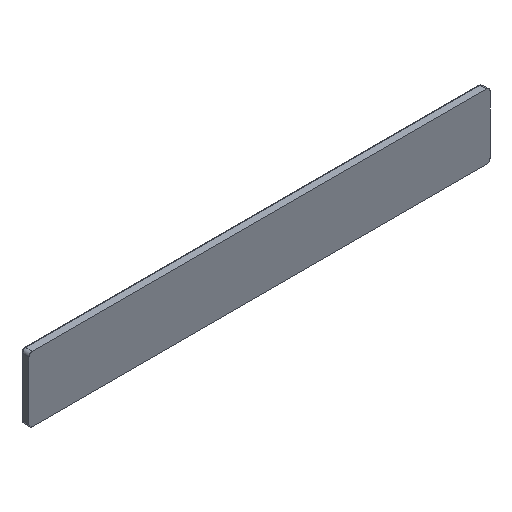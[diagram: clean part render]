
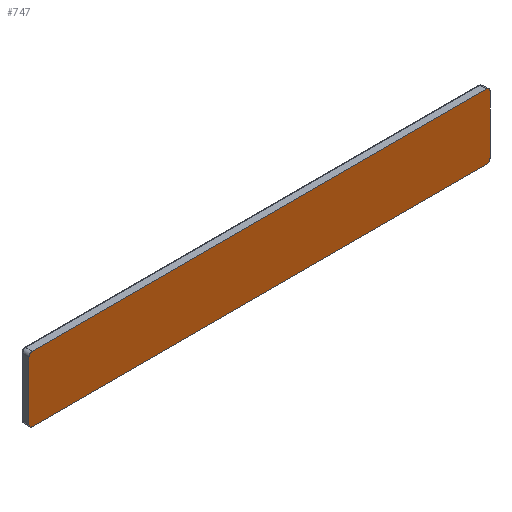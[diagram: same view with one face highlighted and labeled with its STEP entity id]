
A CAD part, isometric view. The second image highlights one B-rep face of the part: STEP entity #747.
In plain terms, the highlighted planar face has unit normal (0, -1, 0).
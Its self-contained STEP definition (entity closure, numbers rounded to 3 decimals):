
#1 = DIRECTION ( 'NONE',  ( 0., 0., -1. ) ) ;
#2 = CARTESIAN_POINT ( 'NONE',  ( 280.845, 25., -102.702 ) ) ;
#55 = DIRECTION ( 'NONE',  ( 0., 0., 1. ) ) ;
#61 = PLANE ( 'NONE',  #81 ) ;
#67 = ORIENTED_EDGE ( 'NONE', *, *, #379, .F. ) ;
#81 = AXIS2_PLACEMENT_3D ( 'NONE', #230, #307, #55 ) ;
#99 = ORIENTED_EDGE ( 'NONE', *, *, #197, .F. ) ;
#108 = VECTOR ( 'NONE', #239, 1000. ) ;
#115 = LINE ( 'NONE', #531, #108 ) ;
#119 = EDGE_CURVE ( 'NONE', #603, #480, #261, .T. ) ;
#122 = VECTOR ( 'NONE', #1, 1000. ) ;
#124 = LINE ( 'NONE', #424, #580 ) ;
#129 = CARTESIAN_POINT ( 'NONE',  ( -282.5, 25., -26.699 ) ) ;
#135 = CARTESIAN_POINT ( 'NONE',  ( -282.5, 25., -98.704 ) ) ;
#167 = ORIENTED_EDGE ( 'NONE', *, *, #226, .T. ) ;
#170 = VERTEX_POINT ( 'NONE', #228 ) ;
#173 = LINE ( 'NONE', #614, #122 ) ;
#180 = VERTEX_POINT ( 'NONE', #536 ) ;
#188 = CARTESIAN_POINT ( 'NONE',  ( -282.5, 25., -24.357 ) ) ;
#197 = EDGE_CURVE ( 'NONE', #180, #693, #657, .T. ) ;
#226 = EDGE_CURVE ( 'NONE', #180, #170, #393, .T. ) ;
#228 = CARTESIAN_POINT ( 'NONE',  ( 282.5, 25., -98.704 ) ) ;
#229 = ORIENTED_EDGE ( 'NONE', *, *, #395, .T. ) ;
#230 = CARTESIAN_POINT ( 'NONE',  ( 0., 25., 0. ) ) ;
#239 = DIRECTION ( 'NONE',  ( 0., 0., 1. ) ) ;
#259 = CARTESIAN_POINT ( 'NONE',  ( 282.5, 25., -26.699 ) ) ;
#261 =( BOUNDED_CURVE ( )  B_SPLINE_CURVE ( 3, ( #375, #571, #333, #579 ),
 .UNSPECIFIED., .F., .T. ) 
 B_SPLINE_CURVE_WITH_KNOTS ( ( 4, 4 ),
 ( 5.498, 7.068 ),
 .UNSPECIFIED. ) 
 CURVE ( )  GEOMETRIC_REPRESENTATION_ITEM ( )  RATIONAL_B_SPLINE_CURVE ( ( 1., 0.805, 0.805, 1. ) ) 
 REPRESENTATION_ITEM ( '' )  );
#280 = CARTESIAN_POINT ( 'NONE',  ( 278.502, 25., -102.702 ) ) ;
#287 = VERTEX_POINT ( 'NONE', #766 ) ;
#301 = CARTESIAN_POINT ( 'NONE',  ( 282.5, 25., -98.704 ) ) ;
#307 = DIRECTION ( 'NONE',  ( 0., 1., 0. ) ) ;
#333 = CARTESIAN_POINT ( 'NONE',  ( 280.845, 25., -22.702 ) ) ;
#353 = CARTESIAN_POINT ( 'NONE',  ( 282.5, 25., -101.047 ) ) ;
#357 = CARTESIAN_POINT ( 'NONE',  ( -282.5, 25., -26.699 ) ) ;
#375 = CARTESIAN_POINT ( 'NONE',  ( 282.5, 25., -26.699 ) ) ;
#379 = EDGE_CURVE ( 'NONE', #603, #170, #173, .T. ) ;
#391 = ORIENTED_EDGE ( 'NONE', *, *, #119, .T. ) ;
#393 =( BOUNDED_CURVE ( )  B_SPLINE_CURVE ( 3, ( #280, #2, #353, #301 ),
 .UNSPECIFIED., .F., .F. ) 
 B_SPLINE_CURVE_WITH_KNOTS ( ( 4, 4 ),
 ( 5.498, 7.068 ),
 .UNSPECIFIED. ) 
 CURVE ( )  GEOMETRIC_REPRESENTATION_ITEM ( )  RATIONAL_B_SPLINE_CURVE ( ( 1., 0.805, 0.805, 1. ) ) 
 REPRESENTATION_ITEM ( '' )  );
#395 = EDGE_CURVE ( 'NONE', #287, #537, #712, .T. ) ;
#403 = CARTESIAN_POINT ( 'NONE',  ( -282.5, 25., -102.702 ) ) ;
#407 = FACE_OUTER_BOUND ( 'NONE', #782, .T. ) ;
#408 = CARTESIAN_POINT ( 'NONE',  ( -282.5, 25., -101.047 ) ) ;
#416 = CARTESIAN_POINT ( 'NONE',  ( 278.502, 25., -22.702 ) ) ;
#422 = EDGE_CURVE ( 'NONE', #287, #480, #124, .T. ) ;
#424 = CARTESIAN_POINT ( 'NONE',  ( -282.5, 25., -22.702 ) ) ;
#439 = ORIENTED_EDGE ( 'NONE', *, *, #422, .F. ) ;
#452 = EDGE_CURVE ( 'NONE', #501, #537, #115, .T. ) ;
#463 = EDGE_CURVE ( 'NONE', #501, #693, #530, .T. ) ;
#466 = CARTESIAN_POINT ( 'NONE',  ( -278.502, 25., -102.702 ) ) ;
#470 = CARTESIAN_POINT ( 'NONE',  ( -278.502, 25., -22.702 ) ) ;
#474 = CARTESIAN_POINT ( 'NONE',  ( -282.5, 25., -98.704 ) ) ;
#480 = VERTEX_POINT ( 'NONE', #416 ) ;
#501 = VERTEX_POINT ( 'NONE', #135 ) ;
#530 =( BOUNDED_CURVE ( )  B_SPLINE_CURVE ( 3, ( #474, #408, #795, #466 ),
 .UNSPECIFIED., .F., .F. ) 
 B_SPLINE_CURVE_WITH_KNOTS ( ( 4, 4 ),
 ( 5.498, 7.068 ),
 .UNSPECIFIED. ) 
 CURVE ( )  GEOMETRIC_REPRESENTATION_ITEM ( )  RATIONAL_B_SPLINE_CURVE ( ( 1., 0.805, 0.805, 1. ) ) 
 REPRESENTATION_ITEM ( '' )  );
#531 = CARTESIAN_POINT ( 'NONE',  ( -282.5, 25., -102.702 ) ) ;
#536 = CARTESIAN_POINT ( 'NONE',  ( 278.502, 25., -102.702 ) ) ;
#537 = VERTEX_POINT ( 'NONE', #129 ) ;
#571 = CARTESIAN_POINT ( 'NONE',  ( 282.5, 25., -24.357 ) ) ;
#574 = CARTESIAN_POINT ( 'NONE',  ( -278.502, 25., -102.702 ) ) ;
#579 = CARTESIAN_POINT ( 'NONE',  ( 278.502, 25., -22.702 ) ) ;
#580 = VECTOR ( 'NONE', #669, 1000. ) ;
#603 = VERTEX_POINT ( 'NONE', #259 ) ;
#610 = VECTOR ( 'NONE', #796, 1000. ) ;
#614 = CARTESIAN_POINT ( 'NONE',  ( 282.5, 25., -102.702 ) ) ;
#657 = LINE ( 'NONE', #403, #610 ) ;
#669 = DIRECTION ( 'NONE',  ( 1., 0., 0. ) ) ;
#688 = ORIENTED_EDGE ( 'NONE', *, *, #463, .T. ) ;
#693 = VERTEX_POINT ( 'NONE', #574 ) ;
#699 = ORIENTED_EDGE ( 'NONE', *, *, #452, .F. ) ;
#712 =( BOUNDED_CURVE ( )  B_SPLINE_CURVE ( 3, ( #470, #738, #188, #357 ),
 .UNSPECIFIED., .F., .F. ) 
 B_SPLINE_CURVE_WITH_KNOTS ( ( 4, 4 ),
 ( 5.498, 7.068 ),
 .UNSPECIFIED. ) 
 CURVE ( )  GEOMETRIC_REPRESENTATION_ITEM ( )  RATIONAL_B_SPLINE_CURVE ( ( 1., 0.805, 0.805, 1. ) ) 
 REPRESENTATION_ITEM ( '' )  );
#738 = CARTESIAN_POINT ( 'NONE',  ( -280.845, 25., -22.702 ) ) ;
#747 = ADVANCED_FACE ( 'NONE', ( #407 ), #61, .F. ) ;
#766 = CARTESIAN_POINT ( 'NONE',  ( -278.502, 25., -22.702 ) ) ;
#782 = EDGE_LOOP ( 'NONE', ( #99, #167, #67, #391, #439, #229, #699, #688 ) ) ;
#795 = CARTESIAN_POINT ( 'NONE',  ( -280.845, 25., -102.702 ) ) ;
#796 = DIRECTION ( 'NONE',  ( -1., 0., 0. ) ) ;
